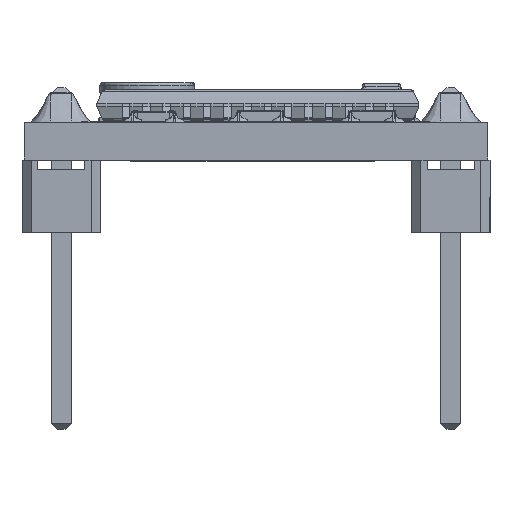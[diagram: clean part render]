
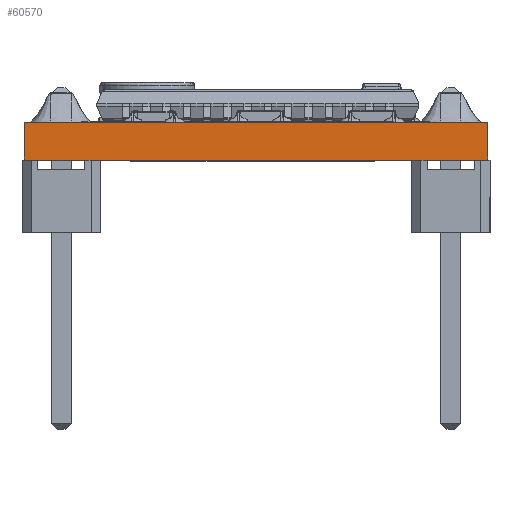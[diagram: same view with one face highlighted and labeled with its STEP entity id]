
A CAD part, left-side view. The second image highlights one B-rep face of the part: STEP entity #60570.
In plain terms, the highlighted planar face has unit normal (-1, 0, 0).
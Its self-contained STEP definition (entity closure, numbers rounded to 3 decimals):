
#5184=FACE_OUTER_BOUND('',#8812,.T.);
#8812=EDGE_LOOP('',(#46667,#46668,#46669,#46670));
#12395=LINE('',#92663,#19066);
#12444=LINE('',#92861,#19115);
#13343=LINE('',#94817,#20014);
#13615=LINE('',#95531,#20286);
#19066=VECTOR('',#68306,10.);
#19115=VECTOR('',#68507,10.);
#20014=VECTOR('',#69950,10.);
#20286=VECTOR('',#70950,10.);
#25863=VERTEX_POINT('',#92660);
#25864=VERTEX_POINT('',#92662);
#25936=VERTEX_POINT('',#92858);
#25937=VERTEX_POINT('',#92860);
#32514=EDGE_CURVE('',#25864,#25863,#12395,.T.);
#32592=EDGE_CURVE('',#25936,#25937,#12444,.T.);
#33570=EDGE_CURVE('',#25863,#25937,#13343,.T.);
#33878=EDGE_CURVE('',#25864,#25936,#13615,.T.);
#46667=ORIENTED_EDGE('',*,*,#32514,.T.);
#46668=ORIENTED_EDGE('',*,*,#33570,.T.);
#46669=ORIENTED_EDGE('',*,*,#32592,.F.);
#46670=ORIENTED_EDGE('',*,*,#33878,.F.);
#57100=PLANE('',#63736);
#60570=ADVANCED_FACE('',(#5184),#57100,.T.);
#63736=AXIS2_PLACEMENT_3D('',#95530,#70948,#70949);
#68306=DIRECTION('',(0.,-1.,0.));
#68507=DIRECTION('',(0.,-1.,0.));
#69950=DIRECTION('',(0.,0.,1.));
#70948=DIRECTION('center_axis',(-1.,0.,0.));
#70949=DIRECTION('ref_axis',(0.,-1.,0.));
#70950=DIRECTION('',(0.,0.,1.));
#92660=CARTESIAN_POINT('',(0.2,0.1,8.7));
#92662=CARTESIAN_POINT('',(0.2,14.8,8.7));
#92663=CARTESIAN_POINT('',(0.2,11.125,8.7));
#92858=CARTESIAN_POINT('',(0.2,14.8,9.9));
#92860=CARTESIAN_POINT('',(0.2,0.1,9.9));
#92861=CARTESIAN_POINT('',(0.2,14.8,9.9));
#94817=CARTESIAN_POINT('',(0.2,0.1,8.3));
#95530=CARTESIAN_POINT('Origin',(0.2,14.8,8.3));
#95531=CARTESIAN_POINT('',(0.2,14.8,8.3));
